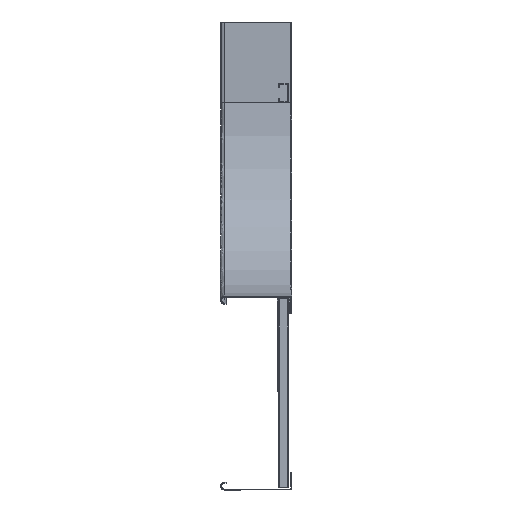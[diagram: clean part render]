
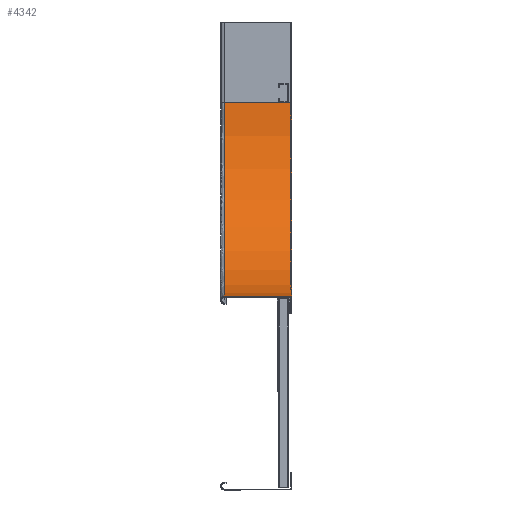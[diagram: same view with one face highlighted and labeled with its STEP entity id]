
A CAD part, left-side view. The second image highlights one B-rep face of the part: STEP entity #4342.
In plain terms, the highlighted cylindrical face has radius 300 mm (diameter 600 mm), a partial arc.
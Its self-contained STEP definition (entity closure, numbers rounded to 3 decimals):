
#11 = AXIS2_PLACEMENT_3D ( 'NONE', #1554, #6528, #3522 ) ;
#466 = DIRECTION ( 'NONE',  ( 0., 0., -1. ) ) ;
#471 = DIRECTION ( 'NONE',  ( 0., -1., 0. ) ) ;
#504 = CARTESIAN_POINT ( 'NONE',  ( 300., 104., -125. ) ) ;
#1417 = ORIENTED_EDGE ( 'NONE', *, *, #3873, .F. ) ;
#1506 = ORIENTED_EDGE ( 'NONE', *, *, #10519, .F. ) ;
#1554 = CARTESIAN_POINT ( 'NONE',  ( 300., 0., -125. ) ) ;
#2042 = FACE_OUTER_BOUND ( 'NONE', #5602, .T. ) ;
#2075 = CARTESIAN_POINT ( 'NONE',  ( 300., 104., -425. ) ) ;
#2803 = DIRECTION ( 'NONE',  ( 0., 0., -1. ) ) ;
#2839 = DIRECTION ( 'NONE',  ( 0., 1., 0. ) ) ;
#2858 = CARTESIAN_POINT ( 'NONE',  ( 300., 0., -125. ) ) ;
#3242 = AXIS2_PLACEMENT_3D ( 'NONE', #2858, #2839, #2803 ) ;
#3490 = DIRECTION ( 'NONE',  ( 0., -1., 0. ) ) ;
#3522 = DIRECTION ( 'NONE',  ( 0., 0., -1. ) ) ;
#3733 = VECTOR ( 'NONE', #3490, 1000. ) ;
#3873 = EDGE_CURVE ( 'NONE', #9775, #6452, #6055, .T. ) ;
#4342 = ADVANCED_FACE ( 'NONE', ( #2042 ), #10079, .F. ) ;
#4641 = DIRECTION ( 'NONE',  ( 0., 1., 0. ) ) ;
#4989 = CARTESIAN_POINT ( 'NONE',  ( 0., 0., -125. ) ) ;
#5510 = VERTEX_POINT ( 'NONE', #5608 ) ;
#5552 = CIRCLE ( 'NONE', #7366, 300. ) ;
#5602 = EDGE_LOOP ( 'NONE', ( #7004, #1417, #1506, #6577 ) ) ;
#5608 = CARTESIAN_POINT ( 'NONE',  ( 0., 104., -125. ) ) ;
#5762 = CARTESIAN_POINT ( 'NONE',  ( 300., 0., -425. ) ) ;
#5814 = EDGE_CURVE ( 'NONE', #5510, #7030, #5552, .T. ) ;
#6055 = CIRCLE ( 'NONE', #3242, 300. ) ;
#6452 = VERTEX_POINT ( 'NONE', #4989 ) ;
#6528 = DIRECTION ( 'NONE',  ( 0., -1., 0. ) ) ;
#6577 = ORIENTED_EDGE ( 'NONE', *, *, #5814, .F. ) ;
#7004 = ORIENTED_EDGE ( 'NONE', *, *, #10891, .F. ) ;
#7030 = VERTEX_POINT ( 'NONE', #2075 ) ;
#7366 = AXIS2_PLACEMENT_3D ( 'NONE', #504, #471, #466 ) ;
#8261 = LINE ( 'NONE', #8583, #3733 ) ;
#8583 = CARTESIAN_POINT ( 'NONE',  ( 300., 0., -425. ) ) ;
#8858 = CARTESIAN_POINT ( 'NONE',  ( 0., 0., -125. ) ) ;
#9436 = VECTOR ( 'NONE', #4641, 1000. ) ;
#9710 = LINE ( 'NONE', #8858, #9436 ) ;
#9775 = VERTEX_POINT ( 'NONE', #5762 ) ;
#10079 = CYLINDRICAL_SURFACE ( 'NONE', #11, 300. ) ;
#10519 = EDGE_CURVE ( 'NONE', #7030, #9775, #8261, .T. ) ;
#10891 = EDGE_CURVE ( 'NONE', #6452, #5510, #9710, .T. ) ;
